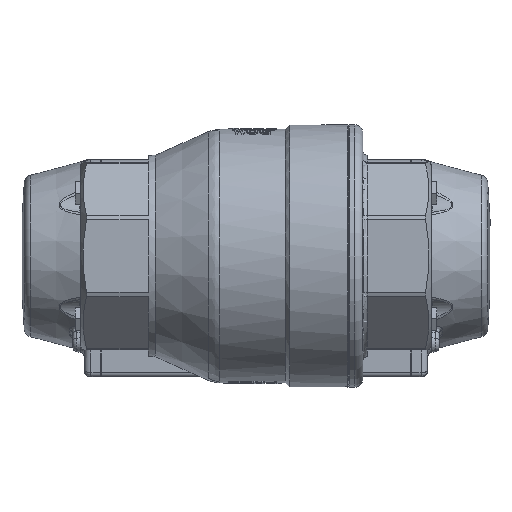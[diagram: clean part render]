
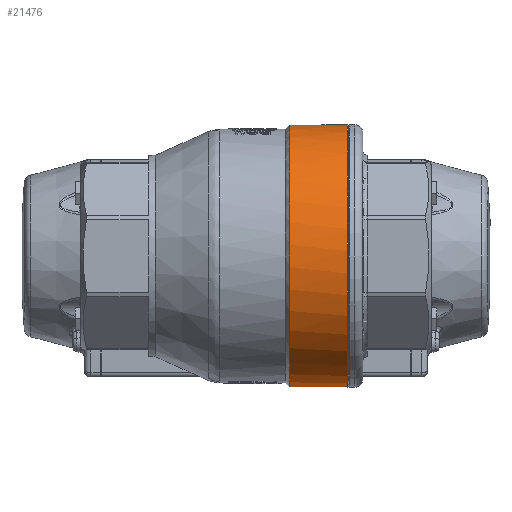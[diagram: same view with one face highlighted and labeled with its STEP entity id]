
A CAD part, front view. The second image highlights one B-rep face of the part: STEP entity #21476.
In plain terms, the highlighted cylindrical face has radius 58 mm (diameter 116 mm), a full revolution.
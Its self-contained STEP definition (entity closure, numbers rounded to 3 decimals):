
#1584=B_SPLINE_CURVE_WITH_KNOTS('',3,(#58804,#58805,#58806,#58807,#58808,
#58809,#58810,#58811,#58812,#58813,#58814,#58815),.UNSPECIFIED.,.F.,.F.,
(4,1,1,1,1,1,1,1,1,4),(0.,0.005,0.009,0.014,
0.016,0.018,0.023,0.028,
0.032,0.037),.UNSPECIFIED.);
#4558=CYLINDRICAL_SURFACE('',#23537,58.);
#8245=ORIENTED_EDGE('',*,*,#13038,.T.);
#8246=ORIENTED_EDGE('',*,*,#13210,.T.);
#8247=ORIENTED_EDGE('',*,*,#13211,.F.);
#13038=EDGE_CURVE('',#15757,#15757,#17308,.T.);
#13210=EDGE_CURVE('',#15920,#15921,#17383,.T.);
#13211=EDGE_CURVE('',#15920,#15921,#1584,.T.);
#15757=VERTEX_POINT('',#56075);
#15920=VERTEX_POINT('',#58802);
#15921=VERTEX_POINT('',#58803);
#17308=CIRCLE('',#23429,58.);
#17383=CIRCLE('',#23538,58.);
#18576=EDGE_LOOP('',(#8245));
#18577=EDGE_LOOP('',(#8246,#8247));
#20077=FACE_BOUND('',#18576,.T.);
#20078=FACE_BOUND('',#18577,.T.);
#21476=ADVANCED_FACE('',(#20077,#20078),#4558,.T.);
#23429=AXIS2_PLACEMENT_3D('',#56074,#27376,#27377);
#23537=AXIS2_PLACEMENT_3D('',#58800,#27602,#27603);
#23538=AXIS2_PLACEMENT_3D('',#58801,#27604,#27605);
#27376=DIRECTION('',(-1.,0.,0.));
#27377=DIRECTION('',(0.,0.,1.));
#27602=DIRECTION('',(1.,0.,0.));
#27603=DIRECTION('',(0.,0.,-1.));
#27604=DIRECTION('',(1.,0.,0.));
#27605=DIRECTION('',(0.,0.,-1.));
#56074=CARTESIAN_POINT('',(40.35,0.,0.));
#56075=CARTESIAN_POINT('',(40.35,0.,58.));
#58800=CARTESIAN_POINT('',(0.,0.,0.));
#58801=CARTESIAN_POINT('',(14.85,0.,0.));
#58802=CARTESIAN_POINT('',(14.85,55.682,16.232));
#58803=CARTESIAN_POINT('',(14.85,55.682,-16.232));
#58804=CARTESIAN_POINT('',(14.85,55.682,16.232));
#58805=CARTESIAN_POINT('',(15.972,55.982,15.205));
#58806=CARTESIAN_POINT('',(17.966,56.575,12.966));
#58807=CARTESIAN_POINT('',(20.261,57.354,8.969));
#58808=CARTESIAN_POINT('',(21.433,57.786,5.364));
#58809=CARTESIAN_POINT('',(21.921,57.97,2.296));
#58810=CARTESIAN_POINT('',(22.08,58.031,-0.756));
#58811=CARTESIAN_POINT('',(21.675,57.876,-4.617));
#58812=CARTESIAN_POINT('',(20.259,57.354,-8.976));
#58813=CARTESIAN_POINT('',(17.966,56.575,-12.965));
#58814=CARTESIAN_POINT('',(15.973,55.982,-15.205));
#58815=CARTESIAN_POINT('',(14.85,55.682,-16.232));
